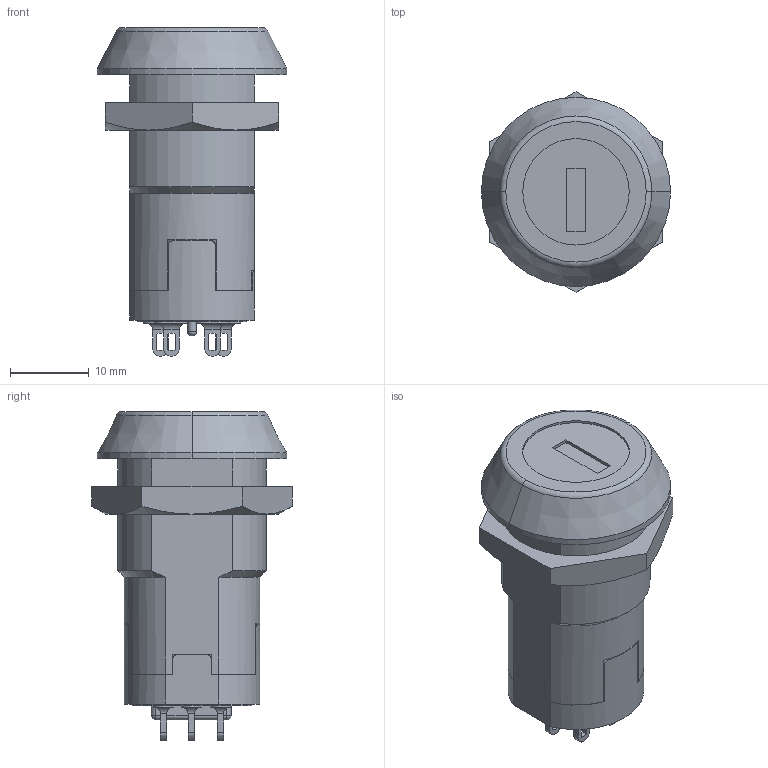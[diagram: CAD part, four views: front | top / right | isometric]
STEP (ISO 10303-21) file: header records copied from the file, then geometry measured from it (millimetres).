
FILE_DESCRIPTION (( 'STEP AP203' ), '1' );
FILE_NAME ('S-43-90-BC-2.STEP', '2020-12-03T07:58:21', ( '' ), ( '' ), 'SwSTEP 2.0', 'SolidWorks 2018', '' );
FILE_SCHEMA (( 'CONFIG_CONTROL_DESIGN' ));
Length unit declared in the file: millimetre
Products named in the file (7): S-43-90-BC-2_ローター_; S-43-90-BC-2_スイッチ_; S-43-90-BC-2_六角ナット_; S-43-90-BC-2_ハウジング_; S-43-90-BC-2; S-43-90-BC-2_キャップ_; S-43-90-BC-2_カバー_
Assembly tree (6 placements, depth 2):
  S-43-90-BC-2
    S-43-90-BC-2_ハウジング_
    S-43-90-BC-2_ローター_
    S-43-90-BC-2_スイッチ_
    S-43-90-BC-2_キャップ_
    S-43-90-BC-2_カバー_
    S-43-90-BC-2_六角ナット_
Bounding box: 24 x 25.4 x 41.7 mm (x, y, z)
Volume: 8970.4 mm3; surface area: 9165.5 mm2
Topology: 6 solids, 6 shells, 336 faces, 903 edges, 588 vertices
Faces by surface type: plane 178, cylinder 136, cone 18, torus 4
Entity records: 11504 total; most frequent: CARTESIAN_POINT 2258, ORIENTED_EDGE 1806, DIRECTION 1789, EDGE_CURVE 903, AXIS2_PLACEMENT_3D 651, VERTEX_POINT 588, VECTOR 487, LINE 487
